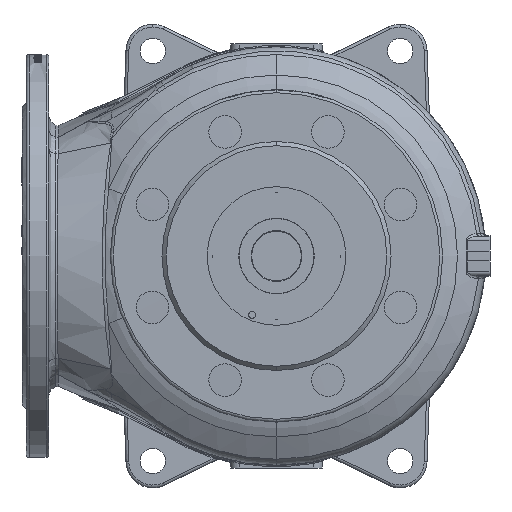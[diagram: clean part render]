
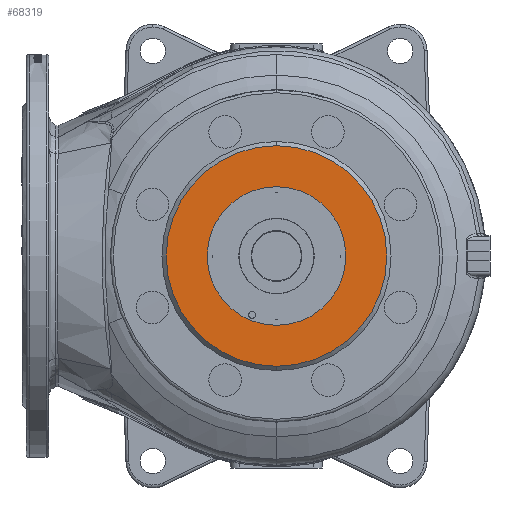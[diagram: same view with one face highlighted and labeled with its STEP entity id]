
A CAD part, front view. The second image highlights one B-rep face of the part: STEP entity #68319.
In plain terms, the highlighted planar face has unit normal (0, -1, 0).
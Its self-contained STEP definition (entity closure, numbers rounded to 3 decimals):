
#308 = AXIS2_PLACEMENT_3D ( 'NONE', #132032, #37321, #18111 ) ;
#3525 = EDGE_CURVE ( 'NONE', #92491, #112260, #169381, .T. ) ;
#7554 = CIRCLE ( 'NONE', #26756, 78. ) ;
#15516 = DIRECTION ( 'NONE',  ( 0., 0., -1. ) ) ;
#17645 = CARTESIAN_POINT ( 'NONE',  ( 0., -220., 49. ) ) ;
#18111 = DIRECTION ( 'NONE',  ( 0., 0., -1. ) ) ;
#18974 = DIRECTION ( 'NONE',  ( 0., 0., -1. ) ) ;
#22779 = AXIS2_PLACEMENT_3D ( 'NONE', #121840, #142186, #177022 ) ;
#26756 = AXIS2_PLACEMENT_3D ( 'NONE', #158352, #29988, #15516 ) ;
#29988 = DIRECTION ( 'NONE',  ( 0., 1., 0. ) ) ;
#37321 = DIRECTION ( 'NONE',  ( 0., 1., 0. ) ) ;
#38197 = CIRCLE ( 'NONE', #22779, 78. ) ;
#40734 = ORIENTED_EDGE ( 'NONE', *, *, #214057, .F. ) ;
#48644 = EDGE_CURVE ( 'NONE', #112260, #92491, #77060, .T. ) ;
#49304 = CARTESIAN_POINT ( 'NONE',  ( 0., -220., -78. ) ) ;
#53463 = CARTESIAN_POINT ( 'NONE',  ( 0., -220., 78. ) ) ;
#55643 = AXIS2_PLACEMENT_3D ( 'NONE', #216771, #141291, #179668 ) ;
#66757 = ORIENTED_EDGE ( 'NONE', *, *, #3525, .T. ) ;
#68319 = ADVANCED_FACE ( 'NONE', ( #142476, #89666 ), #106471, .T. ) ;
#69453 = EDGE_LOOP ( 'NONE', ( #117559, #40734 ) ) ;
#73095 = AXIS2_PLACEMENT_3D ( 'NONE', #162992, #236027, #18974 ) ;
#77060 = CIRCLE ( 'NONE', #73095, 49. ) ;
#89666 = FACE_BOUND ( 'NONE', #150829, .T. ) ;
#92491 = VERTEX_POINT ( 'NONE', #140713 ) ;
#106471 = PLANE ( 'NONE',  #55643 ) ;
#112260 = VERTEX_POINT ( 'NONE', #17645 ) ;
#112842 = EDGE_CURVE ( 'NONE', #131280, #125552, #38197, .T. ) ;
#117559 = ORIENTED_EDGE ( 'NONE', *, *, #112842, .F. ) ;
#121840 = CARTESIAN_POINT ( 'NONE',  ( 0., -220., 0. ) ) ;
#125552 = VERTEX_POINT ( 'NONE', #49304 ) ;
#131280 = VERTEX_POINT ( 'NONE', #53463 ) ;
#132032 = CARTESIAN_POINT ( 'NONE',  ( 0., -220., 0. ) ) ;
#140713 = CARTESIAN_POINT ( 'NONE',  ( 0., -220., -49. ) ) ;
#141291 = DIRECTION ( 'NONE',  ( 0., -1., 0. ) ) ;
#142186 = DIRECTION ( 'NONE',  ( 0., 1., 0. ) ) ;
#142476 = FACE_OUTER_BOUND ( 'NONE', #69453, .T. ) ;
#150829 = EDGE_LOOP ( 'NONE', ( #191684, #66757 ) ) ;
#158352 = CARTESIAN_POINT ( 'NONE',  ( 0., -220., 0. ) ) ;
#162992 = CARTESIAN_POINT ( 'NONE',  ( 0., -220., 0. ) ) ;
#169381 = CIRCLE ( 'NONE', #308, 49. ) ;
#177022 = DIRECTION ( 'NONE',  ( 0., 0., -1. ) ) ;
#179668 = DIRECTION ( 'NONE',  ( 0., 0., -1. ) ) ;
#191684 = ORIENTED_EDGE ( 'NONE', *, *, #48644, .T. ) ;
#214057 = EDGE_CURVE ( 'NONE', #125552, #131280, #7554, .T. ) ;
#216771 = CARTESIAN_POINT ( 'NONE',  ( 0., -220., 0. ) ) ;
#236027 = DIRECTION ( 'NONE',  ( 0., 1., 0. ) ) ;
